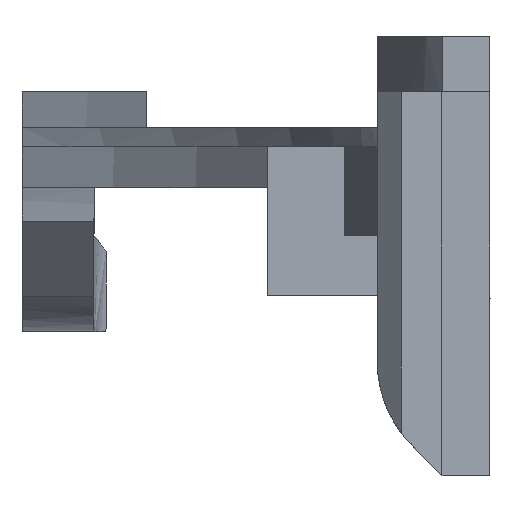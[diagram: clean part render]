
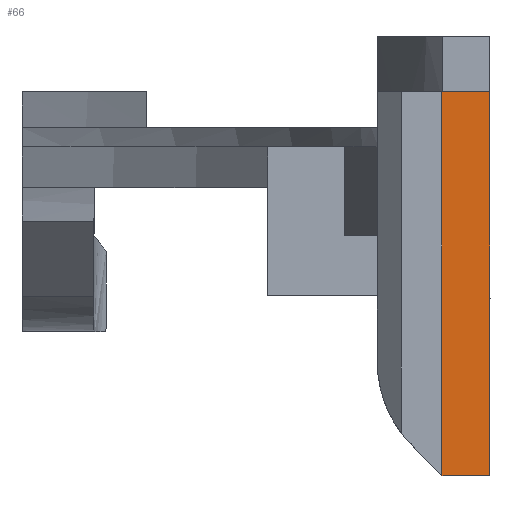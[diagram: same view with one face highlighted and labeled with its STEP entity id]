
A CAD part, left-side view. The second image highlights one B-rep face of the part: STEP entity #66.
In plain terms, the highlighted planar face has unit normal (-1, 0, 0).
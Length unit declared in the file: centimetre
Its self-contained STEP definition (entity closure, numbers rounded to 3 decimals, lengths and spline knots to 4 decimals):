
#66=ADVANCED_FACE('',(#160),#1571,.T.);
#160=FACE_OUTER_BOUND('',#254,.T.);
#254=EDGE_LOOP('',(#520,#521,#522,#523));
#520=ORIENTED_EDGE('',*,*,#948,.T.);
#521=ORIENTED_EDGE('',*,*,#934,.T.);
#522=ORIENTED_EDGE('',*,*,#945,.F.);
#523=ORIENTED_EDGE('',*,*,#949,.F.);
#934=EDGE_CURVE('',#1436,#1434,#1260,.T.);
#945=EDGE_CURVE('',#1450,#1434,#1268,.T.);
#948=EDGE_CURVE('',#1452,#1436,#1271,.T.);
#949=EDGE_CURVE('',#1452,#1450,#1272,.T.);
#1260=B_SPLINE_CURVE_WITH_KNOTS('',1,(#2592,#2593),.UNSPECIFIED.,.F.,.F.,
(2,2),(12.5,28.5),.UNSPECIFIED.);
#1268=B_SPLINE_CURVE_WITH_KNOTS('',1,(#2619,#2620),.UNSPECIFIED.,.F.,.F.,
(2,2),(2.,4.),.UNSPECIFIED.);
#1271=B_SPLINE_CURVE_WITH_KNOTS('',1,(#2625,#2626),.UNSPECIFIED.,.F.,.F.,
(2,2),(3.,5.),.UNSPECIFIED.);
#1272=B_SPLINE_CURVE_WITH_KNOTS('',1,(#2627,#2628),.UNSPECIFIED.,.F.,.F.,
(2,2),(6.,22.),.UNSPECIFIED.);
#1434=VERTEX_POINT('',#2162);
#1436=VERTEX_POINT('',#2164);
#1450=VERTEX_POINT('',#2178);
#1452=VERTEX_POINT('',#2180);
#1571=PLANE('',#1656);
#1656=AXIS2_PLACEMENT_3D('',#1854,#1724,$);
#1724=DIRECTION('',(-1.,0.,0.));
#1854=CARTESIAN_POINT('',(-19.,-12.,-20.5));
#2162=CARTESIAN_POINT('',(-19.,-14.,-1.));
#2164=CARTESIAN_POINT('',(-19.,-14.,-17.));
#2178=CARTESIAN_POINT('',(-19.,-12.,-1.));
#2180=CARTESIAN_POINT('',(-19.,-12.,-17.));
#2592=CARTESIAN_POINT('',(-19.,-14.,-17.));
#2593=CARTESIAN_POINT('',(-19.,-14.,-1.));
#2619=CARTESIAN_POINT('',(-19.,-12.,-1.));
#2620=CARTESIAN_POINT('',(-19.,-14.,-1.));
#2625=CARTESIAN_POINT('',(-19.,-12.,-17.));
#2626=CARTESIAN_POINT('',(-19.,-14.,-17.));
#2627=CARTESIAN_POINT('',(-19.,-12.,-17.));
#2628=CARTESIAN_POINT('',(-19.,-12.,-1.));
